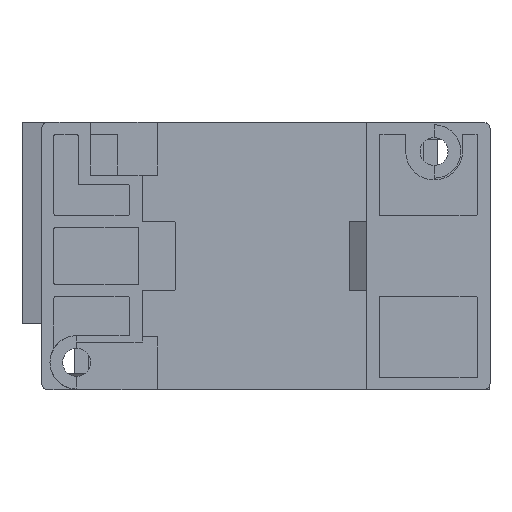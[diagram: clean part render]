
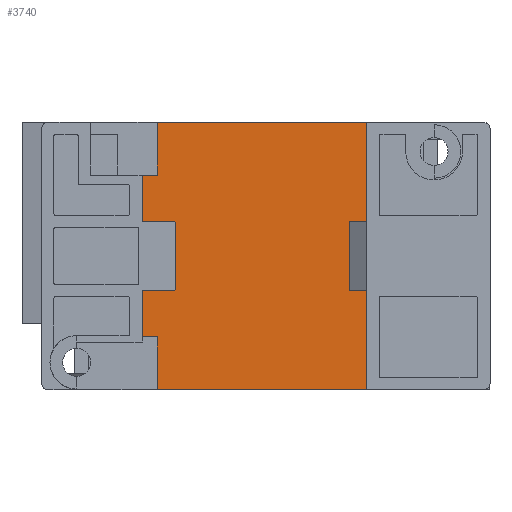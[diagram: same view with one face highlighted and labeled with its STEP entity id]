
A CAD part, left-side view. The second image highlights one B-rep face of the part: STEP entity #3740.
In plain terms, the highlighted planar face has unit normal (-1, 0, 0).
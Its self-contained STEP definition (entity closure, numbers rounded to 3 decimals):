
#196 = CARTESIAN_POINT ( 'NONE',  ( -43.5, 18.75, -13.3 ) ) ;
#310 = EDGE_CURVE ( 'NONE', #3287, #603, #15214, .T. ) ;
#331 = CARTESIAN_POINT ( 'NONE',  ( -43.5, 16.25, -13.3 ) ) ;
#603 = VERTEX_POINT ( 'NONE', #6826 ) ;
#1099 = DIRECTION ( 'NONE',  ( 0., 1., 0. ) ) ;
#1686 = VERTEX_POINT ( 'NONE', #2189 ) ;
#1714 = DIRECTION ( 'NONE',  ( 0., 0., 1. ) ) ;
#1995 = ORIENTED_EDGE ( 'NONE', *, *, #17852, .T. ) ;
#2106 = VECTOR ( 'NONE', #5375, 1000. ) ;
#2189 = CARTESIAN_POINT ( 'NONE',  ( -43.5, -18.25, 5.7 ) ) ;
#2191 = EDGE_CURVE ( 'NONE', #603, #6796, #3140, .T. ) ;
#2257 = VECTOR ( 'NONE', #21891, 1000. ) ;
#2787 = DIRECTION ( 'NONE',  ( 0., 0., 1. ) ) ;
#2978 = LINE ( 'NONE', #13855, #14832 ) ;
#3140 = LINE ( 'NONE', #6888, #11569 ) ;
#3287 = VERTEX_POINT ( 'NONE', #3399 ) ;
#3399 = CARTESIAN_POINT ( 'NONE',  ( -43.5, -18.25, 22. ) ) ;
#3556 = LINE ( 'NONE', #5135, #2257 ) ;
#3740 = ADVANCED_FACE ( 'NONE', ( #5184 ), #5265, .T. ) ;
#3812 = DIRECTION ( 'NONE',  ( 0., 0., -1. ) ) ;
#3927 = VECTOR ( 'NONE', #13947, 1000. ) ;
#3932 = LINE ( 'NONE', #21480, #7403 ) ;
#4034 = ORIENTED_EDGE ( 'NONE', *, *, #20053, .F. ) ;
#4790 = VERTEX_POINT ( 'NONE', #17312 ) ;
#4858 = EDGE_CURVE ( 'NONE', #20674, #4790, #20727, .T. ) ;
#5135 = CARTESIAN_POINT ( 'NONE',  ( -43.5, 18.75, -13.3 ) ) ;
#5184 = FACE_OUTER_BOUND ( 'NONE', #10537, .T. ) ;
#5265 = PLANE ( 'NONE',  #8018 ) ;
#5375 = DIRECTION ( 'NONE',  ( 0., 0., -1. ) ) ;
#6655 = ORIENTED_EDGE ( 'NONE', *, *, #12705, .F. ) ;
#6730 = VERTEX_POINT ( 'NONE', #9019 ) ;
#6796 = VERTEX_POINT ( 'NONE', #7837 ) ;
#6826 = CARTESIAN_POINT ( 'NONE',  ( -43.5, 16.25, 22. ) ) ;
#6888 = CARTESIAN_POINT ( 'NONE',  ( -43.5, 16.25, 22. ) ) ;
#7146 = EDGE_CURVE ( 'NONE', #1686, #3287, #2978, .T. ) ;
#7403 = VECTOR ( 'NONE', #1099, 1000. ) ;
#7475 = ORIENTED_EDGE ( 'NONE', *, *, #7146, .T. ) ;
#7837 = CARTESIAN_POINT ( 'NONE',  ( -43.5, 16.25, 13.3 ) ) ;
#8018 = AXIS2_PLACEMENT_3D ( 'NONE', #13808, #21931, #1714 ) ;
#8964 = LINE ( 'NONE', #12173, #3927 ) ;
#9019 = CARTESIAN_POINT ( 'NONE',  ( -43.5, 16.25, -22. ) ) ;
#9855 = ORIENTED_EDGE ( 'NONE', *, *, #4858, .F. ) ;
#9900 = VECTOR ( 'NONE', #14313, 1000. ) ;
#10251 = EDGE_CURVE ( 'NONE', #6796, #4790, #3932, .T. ) ;
#10462 = DIRECTION ( 'NONE',  ( 0., 0., 1. ) ) ;
#10537 = EDGE_LOOP ( 'NONE', ( #7475, #15866, #21823, #13912, #9855, #6655, #4034, #1995, #18316, #19274 ) ) ;
#10924 = CARTESIAN_POINT ( 'NONE',  ( -43.5, 16.25, -22. ) ) ;
#11170 = VERTEX_POINT ( 'NONE', #11446 ) ;
#11390 = VERTEX_POINT ( 'NONE', #12511 ) ;
#11446 = CARTESIAN_POINT ( 'NONE',  ( -43.5, -18.25, -5.7 ) ) ;
#11569 = VECTOR ( 'NONE', #3812, 1000. ) ;
#11572 = VECTOR ( 'NONE', #18351, 1000. ) ;
#12173 = CARTESIAN_POINT ( 'NONE',  ( -43.5, 13.25, -22. ) ) ;
#12221 = VERTEX_POINT ( 'NONE', #331 ) ;
#12511 = CARTESIAN_POINT ( 'NONE',  ( -43.5, -18.25, -22. ) ) ;
#12563 = DIRECTION ( 'NONE',  ( 0., 1., 0. ) ) ;
#12705 = EDGE_CURVE ( 'NONE', #12221, #20674, #3556, .T. ) ;
#13158 = LINE ( 'NONE', #14933, #11572 ) ;
#13582 = VECTOR ( 'NONE', #2787, 1000. ) ;
#13808 = CARTESIAN_POINT ( 'NONE',  ( -43.5, -15., -22. ) ) ;
#13855 = CARTESIAN_POINT ( 'NONE',  ( -43.5, -18.25, 22. ) ) ;
#13912 = ORIENTED_EDGE ( 'NONE', *, *, #10251, .T. ) ;
#13947 = DIRECTION ( 'NONE',  ( 0., -1., 0. ) ) ;
#14313 = DIRECTION ( 'NONE',  ( 0., 0., 1. ) ) ;
#14699 = VECTOR ( 'NONE', #12563, 1000. ) ;
#14832 = VECTOR ( 'NONE', #10462, 1000. ) ;
#14933 = CARTESIAN_POINT ( 'NONE',  ( -43.5, -18.25, -22. ) ) ;
#15214 = LINE ( 'NONE', #21000, #14699 ) ;
#15866 = ORIENTED_EDGE ( 'NONE', *, *, #310, .T. ) ;
#16966 = CARTESIAN_POINT ( 'NONE',  ( -43.5, -18.25, 7.3 ) ) ;
#17312 = CARTESIAN_POINT ( 'NONE',  ( -43.5, 18.75, 13.3 ) ) ;
#17852 = EDGE_CURVE ( 'NONE', #6730, #11390, #8964, .T. ) ;
#18247 = EDGE_CURVE ( 'NONE', #1686, #11170, #19807, .T. ) ;
#18316 = ORIENTED_EDGE ( 'NONE', *, *, #18614, .F. ) ;
#18351 = DIRECTION ( 'NONE',  ( 0., 0., -1. ) ) ;
#18614 = EDGE_CURVE ( 'NONE', #11170, #11390, #13158, .T. ) ;
#19274 = ORIENTED_EDGE ( 'NONE', *, *, #18247, .F. ) ;
#19807 = LINE ( 'NONE', #16966, #2106 ) ;
#20053 = EDGE_CURVE ( 'NONE', #6730, #12221, #20761, .T. ) ;
#20674 = VERTEX_POINT ( 'NONE', #196 ) ;
#20727 = LINE ( 'NONE', #21389, #13582 ) ;
#20761 = LINE ( 'NONE', #10924, #9900 ) ;
#21000 = CARTESIAN_POINT ( 'NONE',  ( -43.5, 13.25, 22. ) ) ;
#21389 = CARTESIAN_POINT ( 'NONE',  ( -43.5, 18.75, -13.3 ) ) ;
#21480 = CARTESIAN_POINT ( 'NONE',  ( -43.5, 18.75, 13.3 ) ) ;
#21823 = ORIENTED_EDGE ( 'NONE', *, *, #2191, .T. ) ;
#21891 = DIRECTION ( 'NONE',  ( 0., 1., 0. ) ) ;
#21931 = DIRECTION ( 'NONE',  ( -1., 0., 0. ) ) ;
